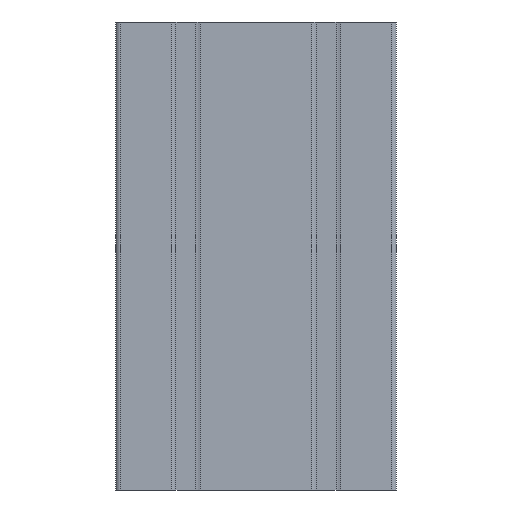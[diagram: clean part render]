
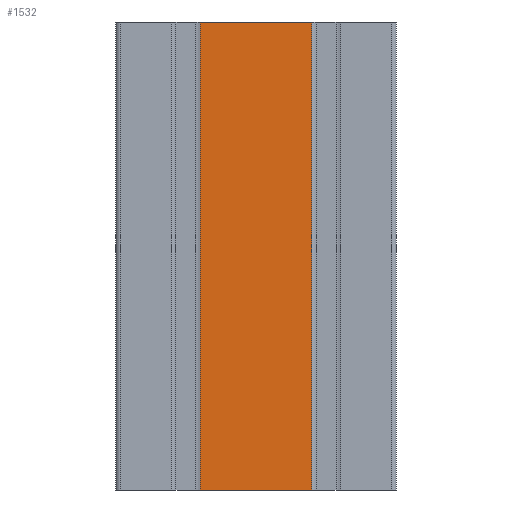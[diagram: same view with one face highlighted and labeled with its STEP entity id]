
A CAD part, front view. The second image highlights one B-rep face of the part: STEP entity #1532.
In plain terms, the highlighted planar face has unit normal (0, -1, 0).
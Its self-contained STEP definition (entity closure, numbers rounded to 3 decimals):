
#334=CARTESIAN_POINT('',(-11.9,-15.,0.0));
#335=VERTEX_POINT('',#334);
#342=CARTESIAN_POINT('',(-11.9,-15.,100.0));
#343=VERTEX_POINT('',#342);
#344=CARTESIAN_POINT('',(-11.9,-15.,100.0));
#345=DIRECTION('',(0.0,0.0,-1.0));
#346=VECTOR('',#345,100.0);
#347=LINE('',#344,#346);
#348=EDGE_CURVE('',#343,#335,#347,.T.);
#844=CARTESIAN_POINT('',(11.9,-15.,0.0));
#845=VERTEX_POINT('',#844);
#852=CARTESIAN_POINT('',(11.9,-15.,0.0));
#853=DIRECTION('',(-1.0,0.0,0.0));
#854=VECTOR('',#853,23.8);
#855=LINE('',#852,#854);
#856=EDGE_CURVE('',#845,#335,#855,.T.);
#1409=CARTESIAN_POINT('',(11.9,-15.,100.0));
#1410=VERTEX_POINT('',#1409);
#1417=CARTESIAN_POINT('',(11.9,-15.,0.0));
#1418=DIRECTION('',(0.0,0.0,1.0));
#1419=VECTOR('',#1418,100.0);
#1420=LINE('',#1417,#1419);
#1421=EDGE_CURVE('',#845,#1410,#1420,.T.);
#1516=CARTESIAN_POINT('',(-18.1,-15.,0.0));
#1517=DIRECTION('',(0.0,-1.0,0.0));
#1518=DIRECTION('',(0.0,0.0,-1.0));
#1519=AXIS2_PLACEMENT_3D('',#1516,#1517,#1518);
#1520=PLANE('',#1519);
#1521=ORIENTED_EDGE('',*,*,#348,.T.);
#1522=ORIENTED_EDGE('',*,*,#856,.F.);
#1523=ORIENTED_EDGE('',*,*,#1421,.T.);
#1524=CARTESIAN_POINT('',(11.9,-15.,100.0));
#1525=DIRECTION('',(-1.0,0.0,0.0));
#1526=VECTOR('',#1525,23.8);
#1527=LINE('',#1524,#1526);
#1528=EDGE_CURVE('',#1410,#343,#1527,.T.);
#1529=ORIENTED_EDGE('',*,*,#1528,.T.);
#1530=EDGE_LOOP('',(#1521,#1522,#1523,#1529));
#1531=FACE_OUTER_BOUND('',#1530,.T.);
#1532=ADVANCED_FACE('',(#1531),#1520,.T.);
